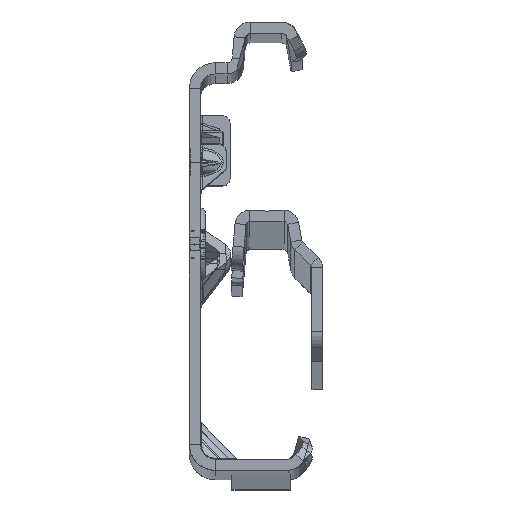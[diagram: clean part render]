
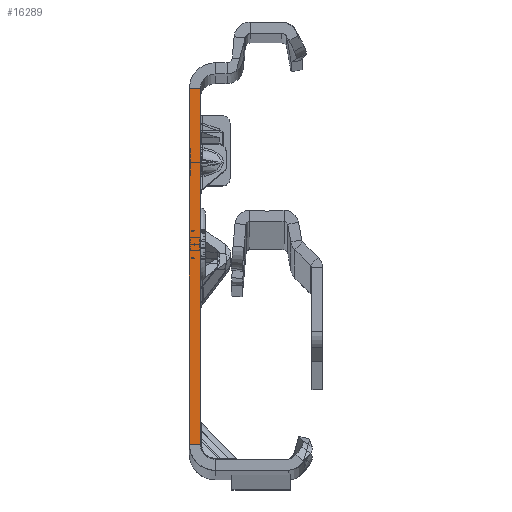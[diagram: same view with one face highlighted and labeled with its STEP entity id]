
A CAD part, top view. The second image highlights one B-rep face of the part: STEP entity #16289.
In plain terms, the highlighted planar face has unit normal (0, 0, 1).
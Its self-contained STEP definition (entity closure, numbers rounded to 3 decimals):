
#101 = LINE ( 'NONE', #42740, #14098 ) ;
#2673 = DIRECTION ( 'NONE',  ( 0., -1., 0. ) ) ;
#6998 = CARTESIAN_POINT ( 'NONE',  ( 0., 22.135, 0. ) ) ;
#8307 = VERTEX_POINT ( 'NONE', #6998 ) ;
#9041 = CARTESIAN_POINT ( 'NONE',  ( -1.5, 22.135, 0. ) ) ;
#14098 = VECTOR ( 'NONE', #50764, 1000. ) ;
#15298 = LINE ( 'NONE', #49001, #46850 ) ;
#15334 = VERTEX_POINT ( 'NONE', #9041 ) ;
#16235 = FACE_OUTER_BOUND ( 'NONE', #25186, .T. ) ;
#16289 = ADVANCED_FACE ( 'NONE', ( #16235 ), #45499, .T. ) ;
#19257 = ORIENTED_EDGE ( 'NONE', *, *, #51914, .T. ) ;
#19608 = CARTESIAN_POINT ( 'NONE',  ( -1.5, -27.865, 0. ) ) ;
#21825 = VECTOR ( 'NONE', #2673, 1000. ) ;
#23543 = CARTESIAN_POINT ( 'NONE',  ( 0., -27.865, 0. ) ) ;
#24072 = LINE ( 'NONE', #23543, #21825 ) ;
#24174 = DIRECTION ( 'NONE',  ( 0., -1., 0. ) ) ;
#25165 = EDGE_CURVE ( 'NONE', #29917, #46017, #101, .T. ) ;
#25186 = EDGE_LOOP ( 'NONE', ( #25894, #34831, #19257, #35547 ) ) ;
#25894 = ORIENTED_EDGE ( 'NONE', *, *, #37855, .F. ) ;
#26410 = LINE ( 'NONE', #44010, #43667 ) ;
#29917 = VERTEX_POINT ( 'NONE', #49980 ) ;
#33210 = DIRECTION ( 'NONE',  ( 0., 0., 1. ) ) ;
#34831 = ORIENTED_EDGE ( 'NONE', *, *, #45602, .T. ) ;
#35547 = ORIENTED_EDGE ( 'NONE', *, *, #25165, .F. ) ;
#35779 = CARTESIAN_POINT ( 'NONE',  ( -1.5, -25.865, 0. ) ) ;
#37855 = EDGE_CURVE ( 'NONE', #8307, #29917, #24072, .T. ) ;
#39524 = DIRECTION ( 'NONE',  ( -1., 0., 0. ) ) ;
#42740 = CARTESIAN_POINT ( 'NONE',  ( 0., -25.865, 0. ) ) ;
#43667 = VECTOR ( 'NONE', #39524, 1000. ) ;
#44010 = CARTESIAN_POINT ( 'NONE',  ( 0., 22.135, 0. ) ) ;
#45499 = PLANE ( 'NONE',  #53893 ) ;
#45602 = EDGE_CURVE ( 'NONE', #8307, #15334, #26410, .T. ) ;
#46017 = VERTEX_POINT ( 'NONE', #35779 ) ;
#46850 = VECTOR ( 'NONE', #24174, 1000. ) ;
#49001 = CARTESIAN_POINT ( 'NONE',  ( -1.5, -27.865, 0. ) ) ;
#49980 = CARTESIAN_POINT ( 'NONE',  ( 0., -25.865, 0. ) ) ;
#50207 = DIRECTION ( 'NONE',  ( 1., 0., 0. ) ) ;
#50764 = DIRECTION ( 'NONE',  ( -1., 0., 0. ) ) ;
#51914 = EDGE_CURVE ( 'NONE', #15334, #46017, #15298, .T. ) ;
#53893 = AXIS2_PLACEMENT_3D ( 'NONE', #19608, #33210, #50207 ) ;
